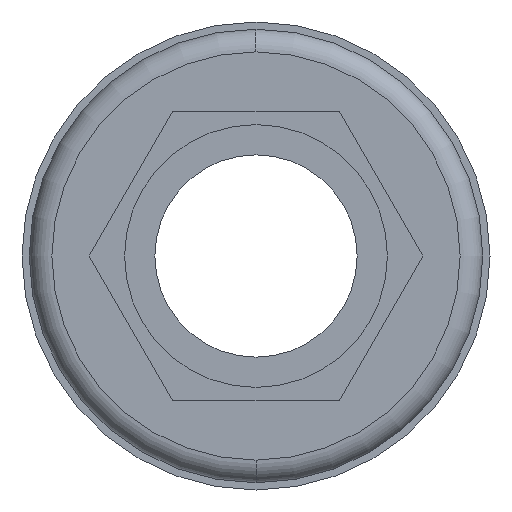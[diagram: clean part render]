
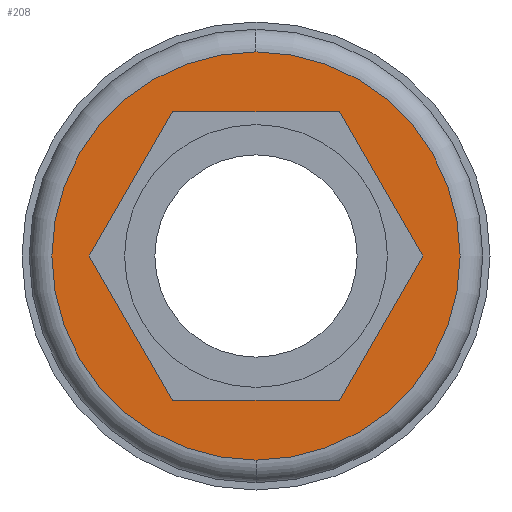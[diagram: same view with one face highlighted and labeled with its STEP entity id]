
A CAD part, front view. The second image highlights one B-rep face of the part: STEP entity #208.
In plain terms, the highlighted planar face has unit normal (0, -1, 0).
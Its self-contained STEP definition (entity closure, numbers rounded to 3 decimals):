
#208=ADVANCED_FACE('',(#423,#424),#425,.T.);
#423=FACE_BOUND('',#630,.T.);
#424=FACE_OUTER_BOUND('',#631,.T.);
#425=PLANE('',#632);
#630=EDGE_LOOP('',(#1140,#1141,#1142,#1143,#1144,#1145));
#631=EDGE_LOOP('',(#1146,#1147,#1148));
#632=AXIS2_PLACEMENT_3D('',#1149,#1150,#1151);
#1140=ORIENTED_EDGE('',*,*,#1209,.T.);
#1141=ORIENTED_EDGE('',*,*,#1342,.T.);
#1142=ORIENTED_EDGE('',*,*,#1339,.T.);
#1143=ORIENTED_EDGE('',*,*,#1289,.T.);
#1144=ORIENTED_EDGE('',*,*,#1306,.T.);
#1145=ORIENTED_EDGE('',*,*,#1160,.T.);
#1146=ORIENTED_EDGE('',*,*,#1196,.F.);
#1147=ORIENTED_EDGE('',*,*,#1195,.F.);
#1148=ORIENTED_EDGE('',*,*,#1213,.F.);
#1149=CARTESIAN_POINT('',(3.533,0.0,0.0));
#1150=DIRECTION('',(-0.0,-1.0,-0.0));
#1151=DIRECTION('',(-1.0,0.0,0.0));
#1160=EDGE_CURVE('',#1364,#1362,#1365,.T.);
#1195=EDGE_CURVE('',#1423,#1426,#1427,.T.);
#1196=EDGE_CURVE('',#1426,#1428,#1429,.T.);
#1209=EDGE_CURVE('',#1362,#1445,#1447,.T.);
#1213=EDGE_CURVE('',#1428,#1423,#1452,.T.);
#1289=EDGE_CURVE('',#1562,#1560,#1563,.T.);
#1306=EDGE_CURVE('',#1560,#1364,#1584,.T.);
#1339=EDGE_CURVE('',#1622,#1562,#1623,.T.);
#1342=EDGE_CURVE('',#1445,#1622,#1626,.T.);
#1362=VERTEX_POINT('',#1649);
#1364=VERTEX_POINT('',#1652);
#1365=LINE('',#1653,#1654);
#1423=VERTEX_POINT('',#1742);
#1426=VERTEX_POINT('',#1745);
#1427=CIRCLE('',#1746,7.065);
#1428=VERTEX_POINT('',#1747);
#1429=CIRCLE('',#1748,7.065);
#1445=VERTEX_POINT('',#1787);
#1447=LINE('',#1790,#1791);
#1452=CIRCLE('',#1796,7.065);
#1560=VERTEX_POINT('',#1983);
#1562=VERTEX_POINT('',#1986);
#1563=LINE('',#1987,#1988);
#1584=LINE('',#2012,#2013);
#1622=VERTEX_POINT('',#2093);
#1623=LINE('',#2094,#2095);
#1626=LINE('',#2099,#2100);
#1649=CARTESIAN_POINT('',(2.887,0.0,5.0));
#1652=CARTESIAN_POINT('',(-2.887,0.0,5.0));
#1653=CARTESIAN_POINT('',(1.766,0.0,5.0));
#1654=VECTOR('',#2117,1.0);
#1742=CARTESIAN_POINT('',(0.,0.0,7.065));
#1745=CARTESIAN_POINT('',(7.065,0.0,0.0));
#1746=AXIS2_PLACEMENT_3D('',#2180,#2181,#2182);
#1747=CARTESIAN_POINT('',(0.,0.0,-7.065));
#1748=AXIS2_PLACEMENT_3D('',#2183,#2184,#2185);
#1787=CARTESIAN_POINT('',(5.774,0.0,0.));
#1790=CARTESIAN_POINT('',(4.772,0.0,1.735));
#1791=VECTOR('',#2203,1.0);
#1796=AXIS2_PLACEMENT_3D('',#2210,#2211,#2212);
#1983=CARTESIAN_POINT('',(-5.774,0.0,0.));
#1986=CARTESIAN_POINT('',(-2.887,0.0,-5.0));
#1987=CARTESIAN_POINT('',(-3.889,0.0,-3.265));
#1988=VECTOR('',#2307,1.0);
#2012=CARTESIAN_POINT('',(-3.889,0.0,3.265));
#2013=VECTOR('',#2332,1.0);
#2093=CARTESIAN_POINT('',(2.887,0.0,-5.0));
#2094=CARTESIAN_POINT('',(1.766,0.0,-5.0));
#2095=VECTOR('',#2357,1.0);
#2099=CARTESIAN_POINT('',(4.772,0.0,-1.735));
#2100=VECTOR('',#2359,1.0);
#2117=DIRECTION('',(1.0,-0.0,0.));
#2180=CARTESIAN_POINT('',(0.0,0.0,0.0));
#2181=DIRECTION('',(-0.0,1.0,0.0));
#2182=DIRECTION('',(1.0,0.0,0.0));
#2183=CARTESIAN_POINT('',(0.0,0.0,0.0));
#2184=DIRECTION('',(-0.0,1.0,0.0));
#2185=DIRECTION('',(1.0,0.0,0.0));
#2203=DIRECTION('',(0.5,0.0,-0.866));
#2210=CARTESIAN_POINT('',(0.0,0.0,0.0));
#2211=DIRECTION('',(-0.0,1.0,0.0));
#2212=DIRECTION('',(1.0,0.0,0.0));
#2307=DIRECTION('',(-0.5,0.0,0.866));
#2332=DIRECTION('',(0.5,-0.0,0.866));
#2357=DIRECTION('',(-1.0,0.0,0.0));
#2359=DIRECTION('',(-0.5,0.0,-0.866));
